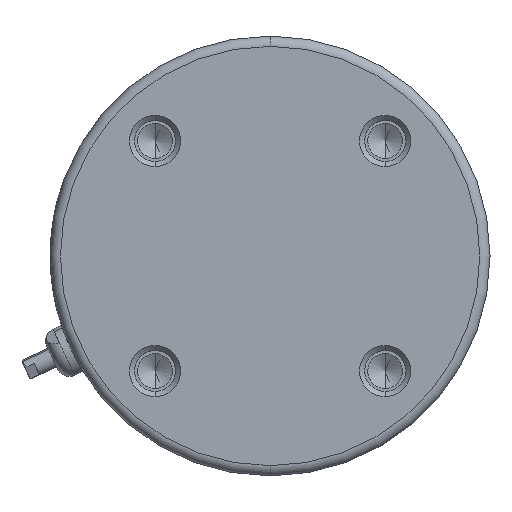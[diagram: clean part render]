
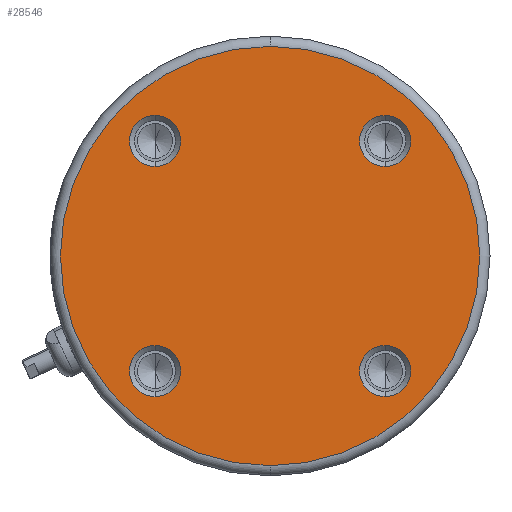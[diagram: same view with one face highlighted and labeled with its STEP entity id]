
A CAD part, left-side view. The second image highlights one B-rep face of the part: STEP entity #28546.
In plain terms, the highlighted planar face has unit normal (-1, 0, 0).
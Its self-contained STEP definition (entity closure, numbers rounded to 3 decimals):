
#276 = DIRECTION ( 'NONE',  ( 1., 0., 0. ) ) ;
#1035 = CARTESIAN_POINT ( 'NONE',  ( -45.5, 22.5, 17.5 ) ) ;
#1568 = AXIS2_PLACEMENT_3D ( 'NONE', #11045, #20023, #15459 ) ;
#2225 = AXIS2_PLACEMENT_3D ( 'NONE', #18941, #16767, #25674 ) ;
#2482 = ORIENTED_EDGE ( 'NONE', *, *, #17919, .T. ) ;
#2500 = VERTEX_POINT ( 'NONE', #19413 ) ;
#2543 = DIRECTION ( 'NONE',  ( 0., 0., -1. ) ) ;
#2985 = CIRCLE ( 'NONE', #6245, 5. ) ;
#3384 = DIRECTION ( 'NONE',  ( 0., 0., -1. ) ) ;
#3737 = CIRCLE ( 'NONE', #8818, 5. ) ;
#3933 = CARTESIAN_POINT ( 'NONE',  ( -45.5, 0., 0. ) ) ;
#4334 = ORIENTED_EDGE ( 'NONE', *, *, #17609, .T. ) ;
#4589 = PLANE ( 'NONE',  #6957 ) ;
#4853 = CARTESIAN_POINT ( 'NONE',  ( -45.5, 22.5, -27.5 ) ) ;
#6128 = EDGE_CURVE ( 'NONE', #10715, #6526, #14313, .T. ) ;
#6245 = AXIS2_PLACEMENT_3D ( 'NONE', #12261, #9767, #3384 ) ;
#6306 = VERTEX_POINT ( 'NONE', #4853 ) ;
#6526 = VERTEX_POINT ( 'NONE', #9292 ) ;
#6709 = DIRECTION ( 'NONE',  ( 1., 0., 0. ) ) ;
#6855 = AXIS2_PLACEMENT_3D ( 'NONE', #19262, #10147, #25846 ) ;
#6957 = AXIS2_PLACEMENT_3D ( 'NONE', #11267, #13491, #2543 ) ;
#7147 = AXIS2_PLACEMENT_3D ( 'NONE', #20313, #276, #9148 ) ;
#7366 = CARTESIAN_POINT ( 'NONE',  ( -45.5, -22.5, -22.5 ) ) ;
#7512 = DIRECTION ( 'NONE',  ( 1., 0., 0. ) ) ;
#7752 = VERTEX_POINT ( 'NONE', #18755 ) ;
#8818 = AXIS2_PLACEMENT_3D ( 'NONE', #26121, #15261, #22016 ) ;
#8922 = AXIS2_PLACEMENT_3D ( 'NONE', #22237, #6709, #17413 ) ;
#9148 = DIRECTION ( 'NONE',  ( 0., 0., -1. ) ) ;
#9292 = CARTESIAN_POINT ( 'NONE',  ( -45.5, -22.5, -17.5 ) ) ;
#9521 = DIRECTION ( 'NONE',  ( 0., 0., -1. ) ) ;
#9767 = DIRECTION ( 'NONE',  ( 1., 0., 0. ) ) ;
#10147 = DIRECTION ( 'NONE',  ( 1., 0., 0. ) ) ;
#10206 = ORIENTED_EDGE ( 'NONE', *, *, #23906, .T. ) ;
#10715 = VERTEX_POINT ( 'NONE', #12624 ) ;
#11045 = CARTESIAN_POINT ( 'NONE',  ( -45.5, 22.5, -22.5 ) ) ;
#11267 = CARTESIAN_POINT ( 'NONE',  ( -45.5, 0., 0. ) ) ;
#11396 = VERTEX_POINT ( 'NONE', #1035 ) ;
#11451 = DIRECTION ( 'NONE',  ( 0., 0., -1. ) ) ;
#11982 = EDGE_CURVE ( 'NONE', #28511, #21584, #2985, .T. ) ;
#12261 = CARTESIAN_POINT ( 'NONE',  ( -45.5, -22.5, 22.5 ) ) ;
#12470 = CIRCLE ( 'NONE', #2225, 5. ) ;
#12624 = CARTESIAN_POINT ( 'NONE',  ( -45.5, -22.5, -27.5 ) ) ;
#12863 = AXIS2_PLACEMENT_3D ( 'NONE', #24937, #22745, #9521 ) ;
#12977 = DIRECTION ( 'NONE',  ( -1., 0., 0. ) ) ;
#13491 = DIRECTION ( 'NONE',  ( 1., 0., 0. ) ) ;
#13680 = EDGE_CURVE ( 'NONE', #13919, #11396, #22068, .T. ) ;
#13919 = VERTEX_POINT ( 'NONE', #28215 ) ;
#14154 = AXIS2_PLACEMENT_3D ( 'NONE', #7366, #7512, #11451 ) ;
#14313 = CIRCLE ( 'NONE', #6855, 5. ) ;
#15207 = CIRCLE ( 'NONE', #12863, 41. ) ;
#15261 = DIRECTION ( 'NONE',  ( 1., 0., 0. ) ) ;
#15459 = DIRECTION ( 'NONE',  ( 0., 0., -1. ) ) ;
#15545 = CIRCLE ( 'NONE', #7147, 5. ) ;
#16047 = CIRCLE ( 'NONE', #21647, 41. ) ;
#16063 = CARTESIAN_POINT ( 'NONE',  ( -45.5, 22.5, -17.5 ) ) ;
#16068 = ORIENTED_EDGE ( 'NONE', *, *, #28321, .T. ) ;
#16767 = DIRECTION ( 'NONE',  ( 1., 0., 0. ) ) ;
#17322 = ORIENTED_EDGE ( 'NONE', *, *, #21909, .T. ) ;
#17413 = DIRECTION ( 'NONE',  ( 0., 0., -1. ) ) ;
#17609 = EDGE_CURVE ( 'NONE', #7752, #2500, #16047, .T. ) ;
#17853 = EDGE_CURVE ( 'NONE', #6306, #26082, #15545, .T. ) ;
#17919 = EDGE_CURVE ( 'NONE', #26082, #6306, #18856, .T. ) ;
#18240 = ORIENTED_EDGE ( 'NONE', *, *, #13680, .T. ) ;
#18636 = EDGE_CURVE ( 'NONE', #6526, #10715, #26810, .T. ) ;
#18755 = CARTESIAN_POINT ( 'NONE',  ( -45.5, 0., -41. ) ) ;
#18856 = CIRCLE ( 'NONE', #1568, 5. ) ;
#18941 = CARTESIAN_POINT ( 'NONE',  ( -45.5, 22.5, 22.5 ) ) ;
#19039 = EDGE_LOOP ( 'NONE', ( #16068, #23394 ) ) ;
#19262 = CARTESIAN_POINT ( 'NONE',  ( -45.5, -22.5, -22.5 ) ) ;
#19413 = CARTESIAN_POINT ( 'NONE',  ( -45.5, 0., 41. ) ) ;
#19433 = EDGE_LOOP ( 'NONE', ( #23718, #22387 ) ) ;
#20023 = DIRECTION ( 'NONE',  ( 1., 0., 0. ) ) ;
#20108 = CARTESIAN_POINT ( 'NONE',  ( -45.5, -22.5, 17.5 ) ) ;
#20313 = CARTESIAN_POINT ( 'NONE',  ( -45.5, 22.5, -22.5 ) ) ;
#20390 = FACE_BOUND ( 'NONE', #19433, .T. ) ;
#20594 = CARTESIAN_POINT ( 'NONE',  ( -45.5, -22.5, 27.5 ) ) ;
#21584 = VERTEX_POINT ( 'NONE', #20594 ) ;
#21647 = AXIS2_PLACEMENT_3D ( 'NONE', #3933, #12977, #28384 ) ;
#21909 = EDGE_CURVE ( 'NONE', #2500, #7752, #15207, .T. ) ;
#22016 = DIRECTION ( 'NONE',  ( 0., 0., -1. ) ) ;
#22068 = CIRCLE ( 'NONE', #8922, 5. ) ;
#22237 = CARTESIAN_POINT ( 'NONE',  ( -45.5, 22.5, 22.5 ) ) ;
#22314 = FACE_BOUND ( 'NONE', #24679, .T. ) ;
#22345 = ORIENTED_EDGE ( 'NONE', *, *, #17853, .T. ) ;
#22387 = ORIENTED_EDGE ( 'NONE', *, *, #6128, .T. ) ;
#22745 = DIRECTION ( 'NONE',  ( -1., 0., 0. ) ) ;
#23394 = ORIENTED_EDGE ( 'NONE', *, *, #11982, .T. ) ;
#23718 = ORIENTED_EDGE ( 'NONE', *, *, #18636, .T. ) ;
#23906 = EDGE_CURVE ( 'NONE', #11396, #13919, #12470, .T. ) ;
#24490 = FACE_BOUND ( 'NONE', #28473, .T. ) ;
#24640 = FACE_OUTER_BOUND ( 'NONE', #25408, .T. ) ;
#24679 = EDGE_LOOP ( 'NONE', ( #2482, #22345 ) ) ;
#24937 = CARTESIAN_POINT ( 'NONE',  ( -45.5, 0., 0. ) ) ;
#25408 = EDGE_LOOP ( 'NONE', ( #4334, #17322 ) ) ;
#25674 = DIRECTION ( 'NONE',  ( 0., 0., -1. ) ) ;
#25846 = DIRECTION ( 'NONE',  ( 0., 0., -1. ) ) ;
#26082 = VERTEX_POINT ( 'NONE', #16063 ) ;
#26121 = CARTESIAN_POINT ( 'NONE',  ( -45.5, -22.5, 22.5 ) ) ;
#26810 = CIRCLE ( 'NONE', #14154, 5. ) ;
#28215 = CARTESIAN_POINT ( 'NONE',  ( -45.5, 22.5, 27.5 ) ) ;
#28321 = EDGE_CURVE ( 'NONE', #21584, #28511, #3737, .T. ) ;
#28384 = DIRECTION ( 'NONE',  ( 0., 0., -1. ) ) ;
#28473 = EDGE_LOOP ( 'NONE', ( #18240, #10206 ) ) ;
#28511 = VERTEX_POINT ( 'NONE', #20108 ) ;
#28546 = ADVANCED_FACE ( 'NONE', ( #24640, #24490, #28750, #22314, #20390 ), #4589, .F. ) ;
#28750 = FACE_BOUND ( 'NONE', #19039, .T. ) ;
